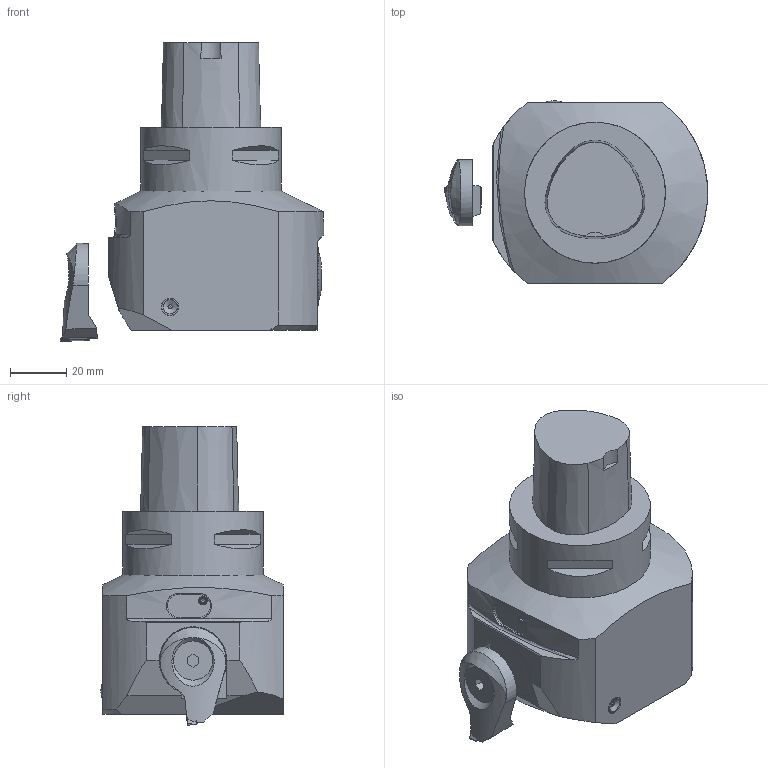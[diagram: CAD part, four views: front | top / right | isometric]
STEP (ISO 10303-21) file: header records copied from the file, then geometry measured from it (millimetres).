
FILE_DESCRIPTION(/* description */ (''),/* implementation_level */ '2;1');
FILE_NAME(/* name */ '1566812130694.stp',/* time_stamp */ '2019-08-26T11:35:37+02:00',/* author */ (''),/* organization */ ('SMS'),/* preprocessor_version */ 'ST-DEVELOPER v16.7',/* originating_system */ 'SIEMENS PLM Software NX 12.0',/* authorisation */ '');
FILE_SCHEMA (('AUTOMOTIVE_DESIGN { 1 0 10303 214 3 1 1 1 }'));
Length unit declared in the file: millimetre
Products named in the file (7): ASSEMBLY_CONSTRUCTION; IsoTurningInsert; 201964712mod000_00; 111166170mod000_01; 111169134mod000_01; 111164849mod000_01
Assembly tree (6 placements, depth 3):
  111164849mod000_01
    111166170mod000_01
    111169134mod000_01
      201964712mod000_00
      IsoTurningInsert
      ASSEMBLY_CONSTRUCTION
    ASSEMBLY_CONSTRUCTION
Bounding box: 93.46 x 64.75 x 106 mm (x, y, z)
Volume: 31461.7 mm3; surface area: 38777.4 mm2
Topology: 3 solids, 4 shells, 375 faces, 1034 edges, 694 vertices
Faces by surface type: plane 304, cone 32, cylinder 30, torus 7, sphere 2
Full cylindrical faces by diameter (mm): 1.5 x1, 2.8 x2, 3 x1, 4.1 x1, 4.7 x1, 6 x1, 6.25 x1, 8 x1, 8.018 x1, 8.5 x1, 9.5 x1, 13.9 x1, 24 x2, 50 x1
Entity records: 12022 total; most frequent: CARTESIAN_POINT 2474, ORIENTED_EDGE 1948, DIRECTION 1849, EDGE_CURVE 974, LINE 685, VECTOR 685, VERTEX_POINT 660, AXIS2_PLACEMENT_3D 582
